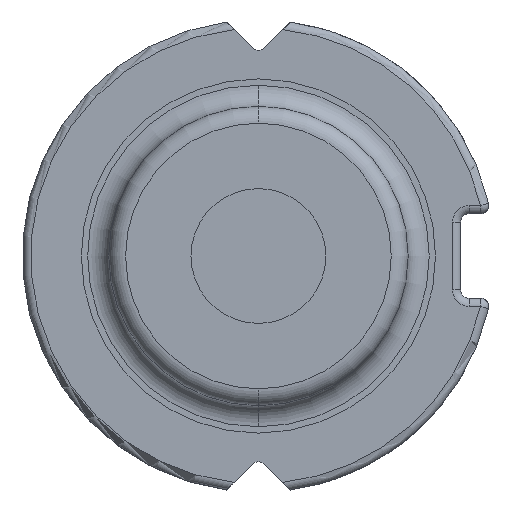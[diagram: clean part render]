
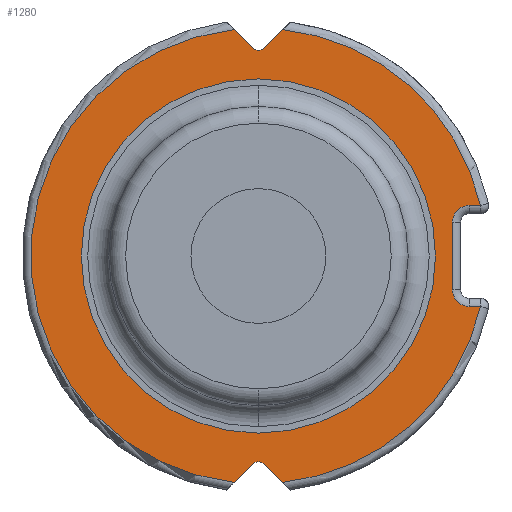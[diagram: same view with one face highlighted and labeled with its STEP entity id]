
A CAD part, left-side view. The second image highlights one B-rep face of the part: STEP entity #1280.
In plain terms, the highlighted planar face has unit normal (-1, 0, 0).
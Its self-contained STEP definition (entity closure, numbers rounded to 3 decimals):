
#37 = DIRECTION ( 'NONE',  ( 0., 0., -1. ) ) ;
#42 = CARTESIAN_POINT ( 'NONE',  ( 1.35, -2.5, 0.4 ) ) ;
#47 = VERTEX_POINT ( 'NONE', #1447 ) ;
#52 = PLANE ( 'NONE',  #427 ) ;
#62 = CARTESIAN_POINT ( 'NONE',  ( 1.35, 0., 0. ) ) ;
#66 = EDGE_CURVE ( 'NONE', #840, #1523, #1093, .T. ) ;
#71 = LINE ( 'NONE', #949, #1462 ) ;
#89 = VERTEX_POINT ( 'NONE', #1117 ) ;
#95 = ORIENTED_EDGE ( 'NONE', *, *, #541, .T. ) ;
#97 = VECTOR ( 'NONE', #1208, 1000. ) ;
#117 = EDGE_CURVE ( 'NONE', #510, #1267, #1235, .T. ) ;
#121 = ORIENTED_EDGE ( 'NONE', *, *, #515, .T. ) ;
#125 = DIRECTION ( 'NONE',  ( 1., 0., 0. ) ) ;
#168 = DIRECTION ( 'NONE',  ( 1., 0., 0. ) ) ;
#179 = EDGE_LOOP ( 'NONE', ( #1230, #1064, #1629, #1430, #1088, #920, #985, #258, #95, #121, #488, #304, #1398, #1494, #391 ) ) ;
#188 = EDGE_CURVE ( 'NONE', #1110, #721, #820, .T. ) ;
#191 = CARTESIAN_POINT ( 'NONE',  ( 1.35, -2.5, -0.6 ) ) ;
#205 = CARTESIAN_POINT ( 'NONE',  ( 1.35, 0., 2.541 ) ) ;
#210 = DIRECTION ( 'NONE',  ( -1., 0., 0. ) ) ;
#222 = DIRECTION ( 'NONE',  ( -1., 0., 0. ) ) ;
#258 = ORIENTED_EDGE ( 'NONE', *, *, #1686, .F. ) ;
#273 = AXIS2_PLACEMENT_3D ( 'NONE', #965, #766, #939 ) ;
#304 = ORIENTED_EDGE ( 'NONE', *, *, #894, .T. ) ;
#310 = CARTESIAN_POINT ( 'NONE',  ( 1.35, -0.071, -2.471 ) ) ;
#313 = VECTOR ( 'NONE', #620, 1000. ) ;
#352 = LINE ( 'NONE', #1710, #1373 ) ;
#357 = DIRECTION ( 'NONE',  ( -1., 0., 0. ) ) ;
#364 = EDGE_CURVE ( 'NONE', #904, #591, #352, .T. ) ;
#376 = ORIENTED_EDGE ( 'NONE', *, *, #799, .F. ) ;
#391 = ORIENTED_EDGE ( 'NONE', *, *, #627, .T. ) ;
#403 = VECTOR ( 'NONE', #1614, 1000. ) ;
#408 = CARTESIAN_POINT ( 'NONE',  ( 1.35, 0.2, -2.6 ) ) ;
#411 = VERTEX_POINT ( 'NONE', #527 ) ;
#419 = AXIS2_PLACEMENT_3D ( 'NONE', #42, #870, #1665 ) ;
#425 = CARTESIAN_POINT ( 'NONE',  ( 1.35, -0.285, 2.685 ) ) ;
#427 = AXIS2_PLACEMENT_3D ( 'NONE', #1544, #168, #595 ) ;
#455 = AXIS2_PLACEMENT_3D ( 'NONE', #1429, #839, #37 ) ;
#459 = CARTESIAN_POINT ( 'NONE',  ( 1.35, -0.071, 2.471 ) ) ;
#466 = EDGE_CURVE ( 'NONE', #961, #89, #1225, .T. ) ;
#474 = CARTESIAN_POINT ( 'NONE',  ( 1.35, 0., 2.441 ) ) ;
#488 = ORIENTED_EDGE ( 'NONE', *, *, #364, .T. ) ;
#510 = VERTEX_POINT ( 'NONE', #685 ) ;
#515 = EDGE_CURVE ( 'NONE', #885, #904, #773, .T. ) ;
#527 = CARTESIAN_POINT ( 'NONE',  ( 1.35, -0.285, -2.685 ) ) ;
#540 = CIRCLE ( 'NONE', #1178, 2.1 ) ;
#541 = EDGE_CURVE ( 'NONE', #880, #885, #1396, .T. ) ;
#591 = VERTEX_POINT ( 'NONE', #1422 ) ;
#595 = DIRECTION ( 'NONE',  ( 0., 0., -1. ) ) ;
#602 = DIRECTION ( 'NONE',  ( 0., 0., -1. ) ) ;
#611 = AXIS2_PLACEMENT_3D ( 'NONE', #1394, #357, #1446 ) ;
#620 = DIRECTION ( 'NONE',  ( 0., -0.707, 0.707 ) ) ;
#627 = EDGE_CURVE ( 'NONE', #1523, #411, #964, .T. ) ;
#655 = CARTESIAN_POINT ( 'NONE',  ( 1.35, 2.6, 0.2 ) ) ;
#682 = CARTESIAN_POINT ( 'NONE',  ( 1.35, 0., 0. ) ) ;
#685 = CARTESIAN_POINT ( 'NONE',  ( 1.35, -2.632, 0.6 ) ) ;
#703 = FACE_OUTER_BOUND ( 'NONE', #179, .T. ) ;
#710 = DIRECTION ( 'NONE',  ( 0., -0.707, -0.707 ) ) ;
#721 = VERTEX_POINT ( 'NONE', #800 ) ;
#735 = AXIS2_PLACEMENT_3D ( 'NONE', #62, #210, #602 ) ;
#749 = EDGE_CURVE ( 'NONE', #1072, #1389, #71, .T. ) ;
#754 = CARTESIAN_POINT ( 'NONE',  ( 1.35, 2.6, -0.2 ) ) ;
#766 = DIRECTION ( 'NONE',  ( -1., 0., 0. ) ) ;
#773 = CIRCLE ( 'NONE', #1661, 0.1 ) ;
#776 = CIRCLE ( 'NONE', #735, 2.7 ) ;
#780 = LINE ( 'NONE', #408, #403 ) ;
#799 = EDGE_CURVE ( 'NONE', #721, #1110, #540, .T. ) ;
#800 = CARTESIAN_POINT ( 'NONE',  ( 1.35, 0., -2.1 ) ) ;
#811 = AXIS2_PLACEMENT_3D ( 'NONE', #1331, #125, #936 ) ;
#820 = CIRCLE ( 'NONE', #1001, 2.1 ) ;
#825 = DIRECTION ( 'NONE',  ( 0., 0., 1. ) ) ;
#827 = CARTESIAN_POINT ( 'NONE',  ( 1.35, 0., 2.541 ) ) ;
#832 = CARTESIAN_POINT ( 'NONE',  ( 1.35, 0.071, -2.471 ) ) ;
#835 = CARTESIAN_POINT ( 'NONE',  ( 1.35, -2.3, 0. ) ) ;
#839 = DIRECTION ( 'NONE',  ( 1., 0., 0. ) ) ;
#840 = VERTEX_POINT ( 'NONE', #832 ) ;
#863 = CARTESIAN_POINT ( 'NONE',  ( 1.35, -2.632, -0.6 ) ) ;
#865 = CARTESIAN_POINT ( 'NONE',  ( 1.35, -2.653, 0.6 ) ) ;
#870 = DIRECTION ( 'NONE',  ( 1., 0., 0. ) ) ;
#880 = VERTEX_POINT ( 'NONE', #459 ) ;
#885 = VERTEX_POINT ( 'NONE', #474 ) ;
#894 = EDGE_CURVE ( 'NONE', #591, #47, #776, .T. ) ;
#904 = VERTEX_POINT ( 'NONE', #1700 ) ;
#920 = ORIENTED_EDGE ( 'NONE', *, *, #1397, .T. ) ;
#930 = LINE ( 'NONE', #754, #313 ) ;
#931 = LINE ( 'NONE', #865, #1189 ) ;
#936 = DIRECTION ( 'NONE',  ( 0., 0., -1. ) ) ;
#939 = DIRECTION ( 'NONE',  ( 0., 0., -1. ) ) ;
#949 = CARTESIAN_POINT ( 'NONE',  ( 1.35, 2.8, -0.6 ) ) ;
#961 = VERTEX_POINT ( 'NONE', #1029 ) ;
#964 = LINE ( 'NONE', #655, #1592 ) ;
#965 = CARTESIAN_POINT ( 'NONE',  ( 1.35, 0., 0. ) ) ;
#968 = CIRCLE ( 'NONE', #611, 2.7 ) ;
#985 = ORIENTED_EDGE ( 'NONE', *, *, #117, .T. ) ;
#986 = CARTESIAN_POINT ( 'NONE',  ( 1.35, 0., 2.1 ) ) ;
#1001 = AXIS2_PLACEMENT_3D ( 'NONE', #1174, #222, #1027 ) ;
#1027 = DIRECTION ( 'NONE',  ( 0., 0., 1. ) ) ;
#1029 = CARTESIAN_POINT ( 'NONE',  ( 1.35, -2.3, -0.4 ) ) ;
#1064 = ORIENTED_EDGE ( 'NONE', *, *, #749, .T. ) ;
#1072 = VERTEX_POINT ( 'NONE', #863 ) ;
#1088 = ORIENTED_EDGE ( 'NONE', *, *, #1366, .T. ) ;
#1093 = CIRCLE ( 'NONE', #455, 0.1 ) ;
#1103 = EDGE_CURVE ( 'NONE', #411, #1072, #968, .T. ) ;
#1110 = VERTEX_POINT ( 'NONE', #986 ) ;
#1114 = FACE_BOUND ( 'NONE', #1249, .T. ) ;
#1117 = CARTESIAN_POINT ( 'NONE',  ( 1.35, -2.3, 0.4 ) ) ;
#1174 = CARTESIAN_POINT ( 'NONE',  ( 1.35, 0., 0. ) ) ;
#1178 = AXIS2_PLACEMENT_3D ( 'NONE', #682, #1356, #825 ) ;
#1189 = VECTOR ( 'NONE', #1522, 1000. ) ;
#1208 = DIRECTION ( 'NONE',  ( 0., 0., 1. ) ) ;
#1225 = LINE ( 'NONE', #835, #97 ) ;
#1230 = ORIENTED_EDGE ( 'NONE', *, *, #1103, .T. ) ;
#1235 = CIRCLE ( 'NONE', #273, 2.7 ) ;
#1249 = EDGE_LOOP ( 'NONE', ( #1456, #376 ) ) ;
#1267 = VERTEX_POINT ( 'NONE', #425 ) ;
#1273 = DIRECTION ( 'NONE',  ( 0., 0., -1. ) ) ;
#1278 = CIRCLE ( 'NONE', #811, 0.2 ) ;
#1280 = ADVANCED_FACE ( 'NONE', ( #1114, #703 ), #52, .F. ) ;
#1283 = DIRECTION ( 'NONE',  ( 0., 0., -1. ) ) ;
#1320 = AXIS2_PLACEMENT_3D ( 'NONE', #827, #1449, #1273 ) ;
#1331 = CARTESIAN_POINT ( 'NONE',  ( 1.35, -2.5, -0.4 ) ) ;
#1356 = DIRECTION ( 'NONE',  ( -1., 0., 0. ) ) ;
#1366 = EDGE_CURVE ( 'NONE', #89, #1478, #1488, .T. ) ;
#1369 = CARTESIAN_POINT ( 'NONE',  ( 1.35, -2.5, 0.6 ) ) ;
#1373 = VECTOR ( 'NONE', #1647, 1000. ) ;
#1389 = VERTEX_POINT ( 'NONE', #191 ) ;
#1394 = CARTESIAN_POINT ( 'NONE',  ( 1.35, 0., 0. ) ) ;
#1396 = CIRCLE ( 'NONE', #1320, 0.1 ) ;
#1397 = EDGE_CURVE ( 'NONE', #1478, #510, #931, .T. ) ;
#1398 = ORIENTED_EDGE ( 'NONE', *, *, #1533, .F. ) ;
#1422 = CARTESIAN_POINT ( 'NONE',  ( 1.35, 0.285, 2.685 ) ) ;
#1429 = CARTESIAN_POINT ( 'NONE',  ( 1.35, 0., -2.541 ) ) ;
#1430 = ORIENTED_EDGE ( 'NONE', *, *, #466, .T. ) ;
#1446 = DIRECTION ( 'NONE',  ( 0., 0., -1. ) ) ;
#1447 = CARTESIAN_POINT ( 'NONE',  ( 1.35, 0.285, -2.685 ) ) ;
#1449 = DIRECTION ( 'NONE',  ( 1., 0., 0. ) ) ;
#1456 = ORIENTED_EDGE ( 'NONE', *, *, #188, .F. ) ;
#1462 = VECTOR ( 'NONE', #1740, 1000. ) ;
#1478 = VERTEX_POINT ( 'NONE', #1369 ) ;
#1488 = CIRCLE ( 'NONE', #419, 0.2 ) ;
#1494 = ORIENTED_EDGE ( 'NONE', *, *, #66, .T. ) ;
#1522 = DIRECTION ( 'NONE',  ( 0., -1., 0. ) ) ;
#1523 = VERTEX_POINT ( 'NONE', #310 ) ;
#1530 = DIRECTION ( 'NONE',  ( 1., 0., 0. ) ) ;
#1533 = EDGE_CURVE ( 'NONE', #840, #47, #780, .T. ) ;
#1544 = CARTESIAN_POINT ( 'NONE',  ( 1.35, 2.8, 0. ) ) ;
#1558 = EDGE_CURVE ( 'NONE', #1389, #961, #1278, .T. ) ;
#1592 = VECTOR ( 'NONE', #710, 1000. ) ;
#1614 = DIRECTION ( 'NONE',  ( 0., 0.707, -0.707 ) ) ;
#1629 = ORIENTED_EDGE ( 'NONE', *, *, #1558, .T. ) ;
#1647 = DIRECTION ( 'NONE',  ( 0., 0.707, 0.707 ) ) ;
#1661 = AXIS2_PLACEMENT_3D ( 'NONE', #205, #1530, #1283 ) ;
#1665 = DIRECTION ( 'NONE',  ( 0., 0., -1. ) ) ;
#1686 = EDGE_CURVE ( 'NONE', #880, #1267, #930, .T. ) ;
#1700 = CARTESIAN_POINT ( 'NONE',  ( 1.35, 0.071, 2.471 ) ) ;
#1710 = CARTESIAN_POINT ( 'NONE',  ( 1.35, 0.2, 2.6 ) ) ;
#1740 = DIRECTION ( 'NONE',  ( 0., 1., 0. ) ) ;
